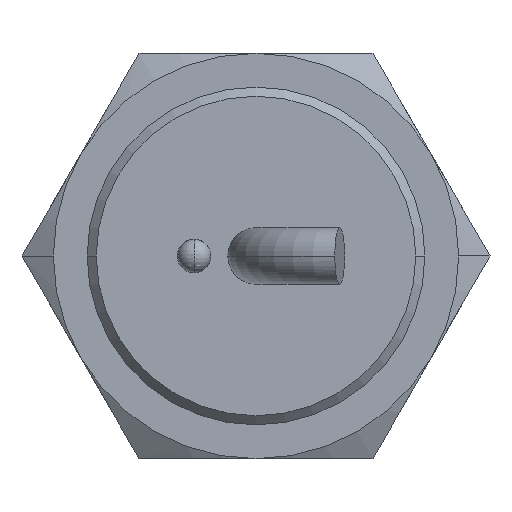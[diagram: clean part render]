
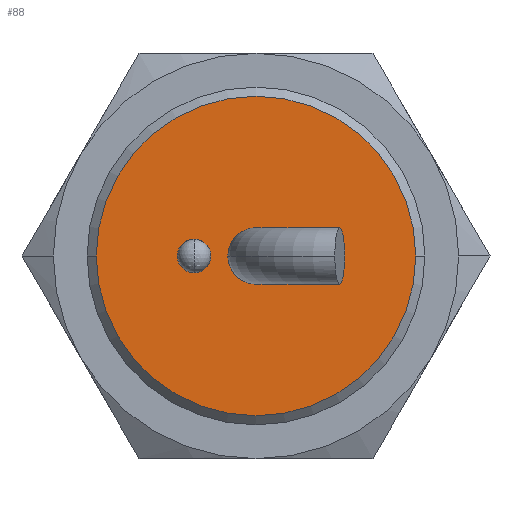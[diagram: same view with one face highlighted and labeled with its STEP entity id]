
A CAD part, left-side view. The second image highlights one B-rep face of the part: STEP entity #88.
In plain terms, the highlighted planar face has unit normal (-1, 0, 0).
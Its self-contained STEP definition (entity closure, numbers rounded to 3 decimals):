
#88=ADVANCED_FACE('',(#198,#199,#200),#201,.T.);
#198=FACE_BOUND('',#390,.T.);
#199=FACE_BOUND('',#391,.T.);
#200=FACE_OUTER_BOUND('',#392,.T.);
#201=PLANE('',#393);
#390=EDGE_LOOP('',(#672,#673));
#391=EDGE_LOOP('',(#674,#675));
#392=EDGE_LOOP('',(#676,#677));
#393=AXIS2_PLACEMENT_3D('',#678,#679,#680);
#672=ORIENTED_EDGE('',*,*,#1236,.T.);
#673=ORIENTED_EDGE('',*,*,#1233,.T.);
#674=ORIENTED_EDGE('',*,*,#1237,.T.);
#675=ORIENTED_EDGE('',*,*,#1228,.T.);
#676=ORIENTED_EDGE('',*,*,#1225,.F.);
#677=ORIENTED_EDGE('',*,*,#1239,.F.);
#678=CARTESIAN_POINT('',(0.,-7.094,0.0));
#679=DIRECTION('',(-1.0,0.,0.0));
#680=DIRECTION('',(0.,1.0,-0.0));
#1225=EDGE_CURVE('',#1433,#1435,#1436,.T.);
#1228=EDGE_CURVE('',#1439,#1438,#1441,.T.);
#1233=EDGE_CURVE('',#1442,#1448,#1450,.T.);
#1236=EDGE_CURVE('',#1448,#1442,#1453,.T.);
#1237=EDGE_CURVE('',#1438,#1439,#1454,.T.);
#1239=EDGE_CURVE('',#1435,#1433,#1456,.T.);
#1433=VERTEX_POINT('',#1768);
#1435=VERTEX_POINT('',#1771);
#1436=CIRCLE('',#1772,14.188);
#1438=VERTEX_POINT('',#1775);
#1439=VERTEX_POINT('',#1776);
#1441=CIRCLE('',#1778,1.5);
#1442=VERTEX_POINT('',#1779);
#1448=VERTEX_POINT('',#1808);
#1450=CIRCLE('',#1811,2.5);
#1453=CIRCLE('',#1814,2.5);
#1454=CIRCLE('',#1815,1.5);
#1456=CIRCLE('',#1817,14.188);
#1768=CARTESIAN_POINT('',(0.,-14.188,0.0));
#1771=CARTESIAN_POINT('',(0.,14.188,0.));
#1772=AXIS2_PLACEMENT_3D('',#2670,#2671,#2672);
#1775=CARTESIAN_POINT('',(0.,5.5,1.5));
#1776=CARTESIAN_POINT('',(0.,5.5,-1.5));
#1778=AXIS2_PLACEMENT_3D('',#2677,#2678,#2679);
#1779=CARTESIAN_POINT('',(0.,0.,-2.5));
#1808=CARTESIAN_POINT('',(0.,0.,2.5));
#1811=AXIS2_PLACEMENT_3D('',#2682,#2683,#2684);
#1814=AXIS2_PLACEMENT_3D('',#2691,#2692,#2693);
#1815=AXIS2_PLACEMENT_3D('',#2694,#2695,#2696);
#1817=AXIS2_PLACEMENT_3D('',#2700,#2701,#2702);
#2670=CARTESIAN_POINT('',(0.,0.0,0.0));
#2671=DIRECTION('',(1.0,0.0,0.0));
#2672=DIRECTION('',(0.0,-1.0,0.0));
#2677=CARTESIAN_POINT('',(0.,5.5,0.0));
#2678=DIRECTION('',(1.0,0.,0.0));
#2679=DIRECTION('',(0.0,0.0,-1.0));
#2682=CARTESIAN_POINT('',(0.,0.0,0.0));
#2683=DIRECTION('',(1.0,0.,0.0));
#2684=DIRECTION('',(0.0,0.0,-1.0));
#2691=CARTESIAN_POINT('',(0.,0.0,0.0));
#2692=DIRECTION('',(1.0,0.,0.0));
#2693=DIRECTION('',(0.0,0.0,-1.0));
#2694=CARTESIAN_POINT('',(0.,5.5,0.0));
#2695=DIRECTION('',(1.0,0.,0.0));
#2696=DIRECTION('',(0.0,0.0,-1.0));
#2700=CARTESIAN_POINT('',(0.,0.0,0.0));
#2701=DIRECTION('',(1.0,0.0,0.0));
#2702=DIRECTION('',(0.0,-1.0,0.0));
